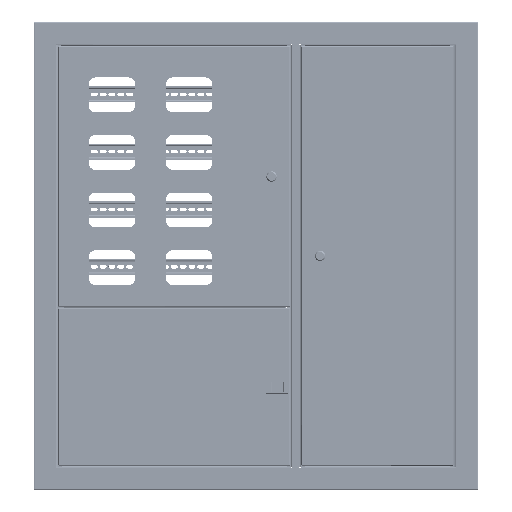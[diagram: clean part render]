
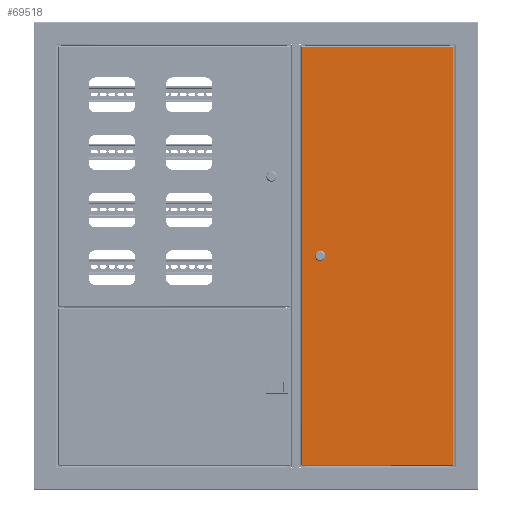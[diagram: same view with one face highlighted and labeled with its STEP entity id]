
A CAD part, top view. The second image highlights one B-rep face of the part: STEP entity #69518.
In plain terms, the highlighted planar face has unit normal (0, 0, 1).
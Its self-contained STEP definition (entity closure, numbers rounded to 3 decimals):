
#2356 = DIRECTION ( 'NONE',  ( -1., 0., 0. ) ) ;
#2466 = ORIENTED_EDGE ( 'NONE', *, *, #75606, .F. ) ;
#2958 = CIRCLE ( 'NONE', #29862, 9.25 ) ;
#5773 = ORIENTED_EDGE ( 'NONE', *, *, #51404, .T. ) ;
#5851 = DIRECTION ( 'NONE',  ( 0., 0., 1. ) ) ;
#6462 = DIRECTION ( 'NONE',  ( -1., 0., 0. ) ) ;
#6528 = VERTEX_POINT ( 'NONE', #62051 ) ;
#6553 = VERTEX_POINT ( 'NONE', #81865 ) ;
#7457 = VERTEX_POINT ( 'NONE', #32691 ) ;
#7663 = VECTOR ( 'NONE', #6462, 1000. ) ;
#8521 = CARTESIAN_POINT ( 'NONE',  ( 451.849, 31.5, 0. ) ) ;
#9241 = AXIS2_PLACEMENT_3D ( 'NONE', #56871, #5851, #62784 ) ;
#9355 = AXIS2_PLACEMENT_3D ( 'NONE', #65640, #40757, #2356 ) ;
#11545 = CARTESIAN_POINT ( 'NONE',  ( 1.7, 324., 0. ) ) ;
#14166 = PLANE ( 'NONE',  #9355 ) ;
#15024 = ORIENTED_EDGE ( 'NONE', *, *, #16707, .T. ) ;
#15839 = FACE_BOUND ( 'NONE', #80791, .T. ) ;
#16095 = LINE ( 'NONE', #55314, #45018 ) ;
#16634 = CARTESIAN_POINT ( 'NONE',  ( 448.2, 40., 0. ) ) ;
#16707 = EDGE_CURVE ( 'NONE', #35663, #7457, #16095, .T. ) ;
#17114 = EDGE_CURVE ( 'NONE', #56217, #40333, #69334, .T. ) ;
#20551 = VECTOR ( 'NONE', #64627, 1000. ) ;
#21032 = EDGE_LOOP ( 'NONE', ( #5773, #41885, #52468, #15024 ) ) ;
#22135 = DIRECTION ( 'NONE',  ( 0., 0., 1. ) ) ;
#22439 = EDGE_CURVE ( 'NONE', #6553, #56217, #27102, .T. ) ;
#22674 = CARTESIAN_POINT ( 'NONE',  ( 451.849, 31.5, 0. ) ) ;
#26167 = VECTOR ( 'NONE', #76494, 1000. ) ;
#27102 = LINE ( 'NONE', #64683, #46661 ) ;
#29485 = CARTESIAN_POINT ( 'NONE',  ( 444.551, 31.5, 0. ) ) ;
#29862 = AXIS2_PLACEMENT_3D ( 'NONE', #16634, #22135, #53387 ) ;
#30038 = CARTESIAN_POINT ( 'NONE',  ( 444.551, 48.5, 0. ) ) ;
#32535 = ORIENTED_EDGE ( 'NONE', *, *, #42577, .F. ) ;
#32691 = CARTESIAN_POINT ( 'NONE',  ( 1.7, 1.7, 0. ) ) ;
#33606 = DIRECTION ( 'NONE',  ( 1., 0., 0. ) ) ;
#34290 = AXIS2_PLACEMENT_3D ( 'NONE', #58899, #78695, #33606 ) ;
#35663 = VERTEX_POINT ( 'NONE', #11545 ) ;
#36387 = VECTOR ( 'NONE', #73204, 1000. ) ;
#37677 = CARTESIAN_POINT ( 'NONE',  ( 1.7, 1.7, 0. ) ) ;
#39796 = DIRECTION ( 'NONE',  ( -1., 0., 0. ) ) ;
#40333 = VERTEX_POINT ( 'NONE', #29485 ) ;
#40757 = DIRECTION ( 'NONE',  ( 0., 0., -1. ) ) ;
#41839 = VERTEX_POINT ( 'NONE', #22674 ) ;
#41885 = ORIENTED_EDGE ( 'NONE', *, *, #57997, .T. ) ;
#42577 = EDGE_CURVE ( 'NONE', #41839, #6528, #2958, .T. ) ;
#45018 = VECTOR ( 'NONE', #60830, 1000. ) ;
#46661 = VECTOR ( 'NONE', #39796, 1000. ) ;
#47095 = FACE_OUTER_BOUND ( 'NONE', #21032, .T. ) ;
#47551 = CARTESIAN_POINT ( 'NONE',  ( 894.7, 1.7, 0. ) ) ;
#49920 = ORIENTED_EDGE ( 'NONE', *, *, #17114, .F. ) ;
#50729 = ORIENTED_EDGE ( 'NONE', *, *, #66813, .F. ) ;
#50753 = CARTESIAN_POINT ( 'NONE',  ( 894.993, 324., 0. ) ) ;
#51404 = EDGE_CURVE ( 'NONE', #7457, #76259, #70161, .T. ) ;
#51744 = ORIENTED_EDGE ( 'NONE', *, *, #22439, .F. ) ;
#52468 = ORIENTED_EDGE ( 'NONE', *, *, #65019, .T. ) ;
#52783 = VERTEX_POINT ( 'NONE', #58628 ) ;
#53387 = DIRECTION ( 'NONE',  ( 1., 0., 0. ) ) ;
#55314 = CARTESIAN_POINT ( 'NONE',  ( 1.7, 324.293, 0. ) ) ;
#56217 = VERTEX_POINT ( 'NONE', #30038 ) ;
#56871 = CARTESIAN_POINT ( 'NONE',  ( 448.2, 40., 0. ) ) ;
#57997 = EDGE_CURVE ( 'NONE', #76259, #52783, #72395, .T. ) ;
#58628 = CARTESIAN_POINT ( 'NONE',  ( 894.7, 324., 0. ) ) ;
#58899 = CARTESIAN_POINT ( 'NONE',  ( 448.2, 40., 0. ) ) ;
#60830 = DIRECTION ( 'NONE',  ( 0., -1., 0. ) ) ;
#62051 = CARTESIAN_POINT ( 'NONE',  ( 457.45, 40., 0. ) ) ;
#62784 = DIRECTION ( 'NONE',  ( 1., 0., 0. ) ) ;
#64214 = LINE ( 'NONE', #50753, #7663 ) ;
#64627 = DIRECTION ( 'NONE',  ( 1., 0., 0. ) ) ;
#64683 = CARTESIAN_POINT ( 'NONE',  ( 451.849, 48.5, 0. ) ) ;
#65019 = EDGE_CURVE ( 'NONE', #52783, #35663, #64214, .T. ) ;
#65640 = CARTESIAN_POINT ( 'NONE',  ( 0., 325.7, 0. ) ) ;
#65768 = CIRCLE ( 'NONE', #9241, 9.25 ) ;
#66045 = CARTESIAN_POINT ( 'NONE',  ( 894.7, 0., 0. ) ) ;
#66813 = EDGE_CURVE ( 'NONE', #6528, #6553, #65768, .T. ) ;
#69334 = CIRCLE ( 'NONE', #34290, 9.25 ) ;
#69518 = ADVANCED_FACE ( 'NONE', ( #15839, #47095 ), #14166, .F. ) ;
#70161 = LINE ( 'NONE', #37677, #26167 ) ;
#72395 = LINE ( 'NONE', #66045, #36387 ) ;
#72642 = LINE ( 'NONE', #8521, #20551 ) ;
#73204 = DIRECTION ( 'NONE',  ( 0., 1., 0. ) ) ;
#75606 = EDGE_CURVE ( 'NONE', #40333, #41839, #72642, .T. ) ;
#76259 = VERTEX_POINT ( 'NONE', #47551 ) ;
#76494 = DIRECTION ( 'NONE',  ( 1., 0., 0. ) ) ;
#78695 = DIRECTION ( 'NONE',  ( 0., 0., 1. ) ) ;
#80791 = EDGE_LOOP ( 'NONE', ( #51744, #50729, #32535, #2466, #49920 ) ) ;
#81865 = CARTESIAN_POINT ( 'NONE',  ( 451.849, 48.5, 0. ) ) ;
